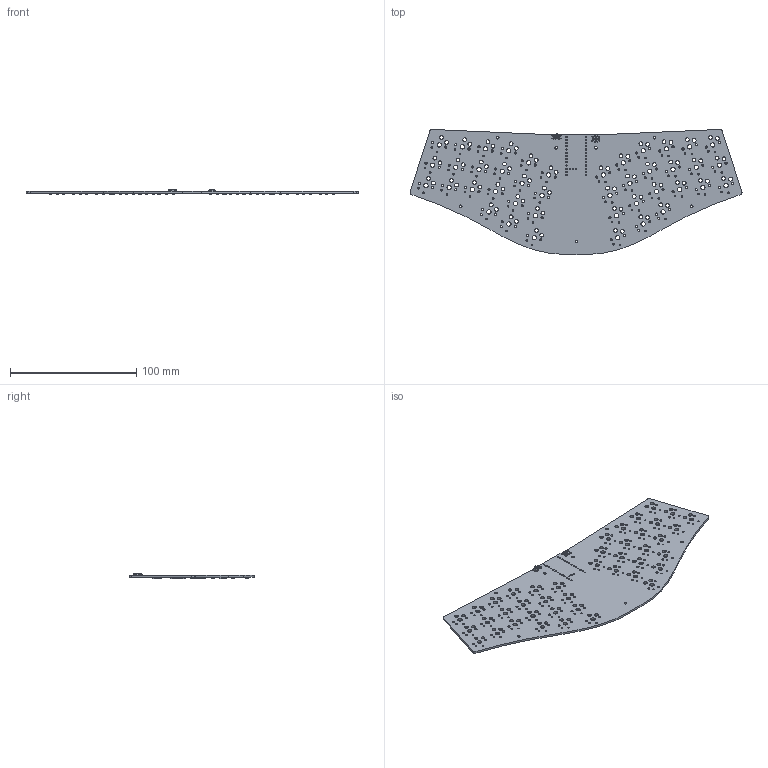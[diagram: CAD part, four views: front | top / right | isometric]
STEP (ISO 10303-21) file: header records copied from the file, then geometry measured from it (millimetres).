
FILE_DESCRIPTION(('KiCad electronic assembly'),'2;1');
FILE_NAME('osprey_pcb.step','2024-08-25T16:51:47',('Pcbnew'),('Kicad'), 'Open CASCADE STEP processor 7.7','KiCad to STEP converter','Unknown' );
FILE_SCHEMA(('AUTOMOTIVE_DESIGN { 1 0 10303 214 1 1 1 1 }'));
Length unit declared in the file: millimetre
Products named in the file (8): osprey_pcb 1; SW_SPST_TL3342; SW_SPDT_PCM12; Fusion_sp; D_SOD-323; D_SOD_323; _autosave-ozprey_PCB
Assembly tree (48 placements, depth 3):
  osprey_pcb 1
    SW_SPST_TL3342
      SW_SPST_TL3342
    SW_SPDT_PCM12
      Fusion_sp
    D_SOD-323  x42
      D_SOD_323
    _autosave-ozprey_PCB
Bounding box: 263.46 x 99.25 x 4.34 mm (x, y, z)
Volume: 29203.4 mm3; surface area: 41444.4 mm2
Topology: 45 solids, 46 shells, 3500 faces, 8471 edges, 5115 vertices
Faces by surface type: plane 1663, bspline 1108, cylinder 726, cone 2, torus 1
Full cylindrical faces by diameter (mm): 0.8 x2, 0.9 x2, 1.092 x29, 1.27 x84, 1.702 x84, 2 x1, 2.2 x7, 3 x84, 3.429 x42
Entity records: 29432 total; most frequent: CARTESIAN_POINT 5250, DIRECTION 4309, ORIENTED_EDGE 4150, EDGE_CURVE 2075, AXIS2_PLACEMENT_3D 1554, FACE_BOUND 1432, EDGE_LOOP 1432, VERTEX_POINT 1343
